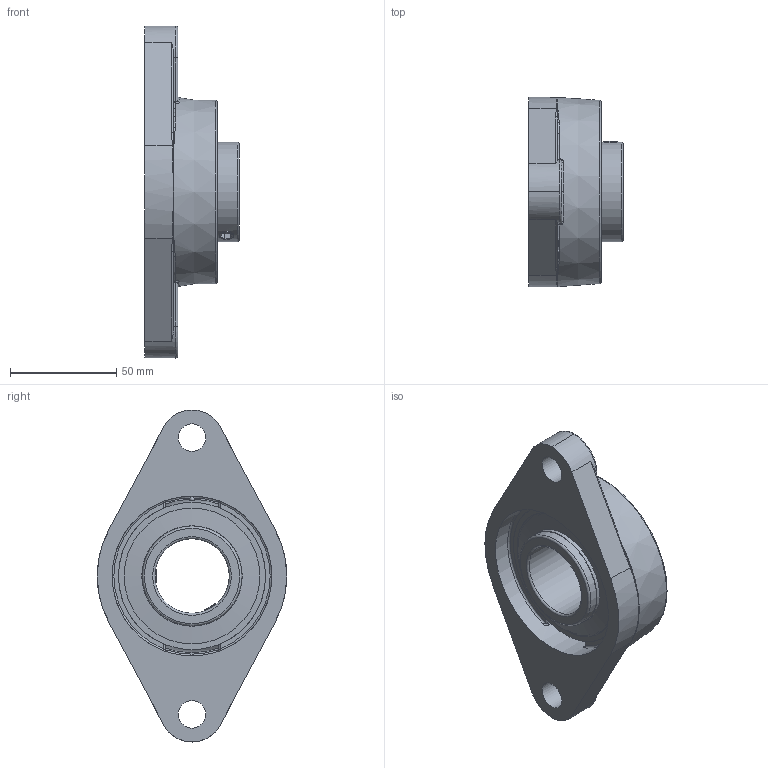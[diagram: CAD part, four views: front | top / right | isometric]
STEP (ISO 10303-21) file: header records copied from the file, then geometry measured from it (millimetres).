
FILE_DESCRIPTION(('HOOPS Exchange Step'),'2;1');
FILE_NAME('export-62CD199F-A36C-42AE-8E2D-0111687B12B7.stp','2020-05-29T10:07:35-07:00',('dkerr'),('Alibre'),'HOOPS Exchange 2020.0','Alibre','Unknown authorisation');
FILE_SCHEMA( ('AP242_MANAGED_MODEL_BASED_3D_ENGINEERING_MIM_LF {1 0 10303 442 1 1 4 }') );
Length unit declared in the file: inch
Products named in the file (7): MRN SFTM L4L 207; MRN SUC 207 L4L (35mm) (Race); MRN SUC 207 L4L (Ball); MRN SUC 207 L4L (Shield); MRN SUC 207 L4L (Set Screw); MRN SUC 207 L4L (35mm); MRN SUCSFTM 207 L4L (35mm)
Assembly tree (7 placements, depth 3):
  MRN SUCSFTM 207 L4L (35mm)
    MRN SFTM L4L 207
    MRN SUC 207 L4L (35mm)
      MRN SUC 207 L4L (35mm) (Race)
      MRN SUC 207 L4L (Ball)
      MRN SUC 207 L4L (Shield)
      MRN SUC 207 L4L (Set Screw)  x2
Bounding box: 44.4 x 89 x 156 mm (x, y, z)
Volume: 156418.7 mm3; surface area: 63022.1 mm2
Topology: 16 solids, 16 shells, 178 faces, 466 edges, 296 vertices
Faces by surface type: plane 52, cylinder 45, bspline 34, torus 22, sphere 16, cone 9
Full cylindrical faces by diameter (mm): 6.782 x4, 13 x2, 35 x1, 46.736 x4, 47.244 x2, 62.23 x2, 63.805 x2, 73.166 x1, 75.166 x1, 80.35 x1
Entity records: 10769 total; most frequent: CARTESIAN_POINT 6617, DIRECTION 830, ORIENTED_EDGE 824, EDGE_CURVE 412, AXIS2_PLACEMENT_3D 362, VERTEX_POINT 279, CIRCLE 208, EDGE_LOOP 189
